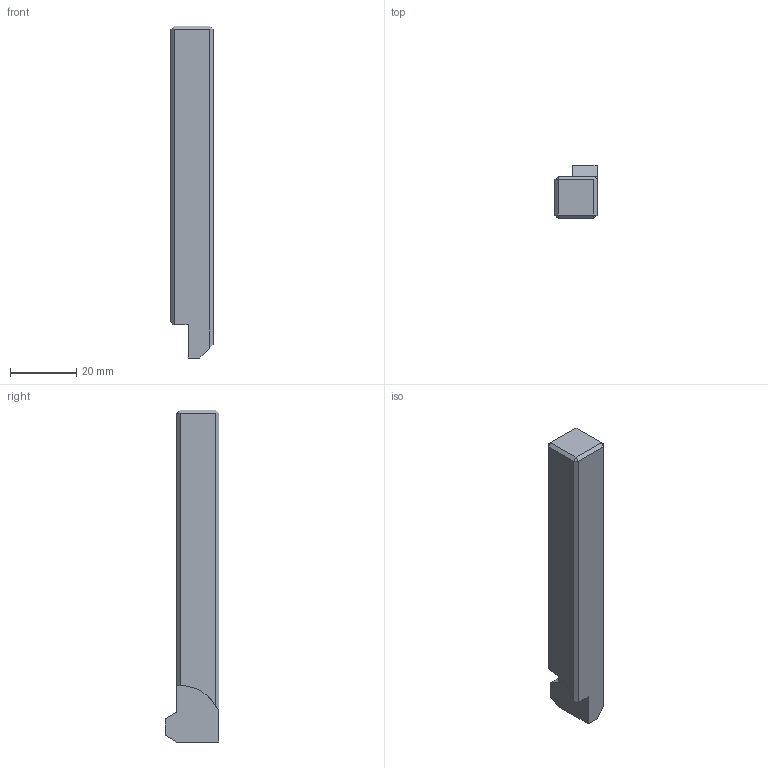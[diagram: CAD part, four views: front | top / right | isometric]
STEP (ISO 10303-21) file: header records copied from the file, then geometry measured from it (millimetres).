
FILE_DESCRIPTION(/* description */ (''),/* implementation_level */ '2;1');
FILE_NAME(/* name */ '1552558249000.stp',/* time_stamp */ '2019-03-14T11:11:02+01:00',/* author */ (''),/* organization */ ('SMS'),/* preprocessor_version */ 'ST-DEVELOPER v15',/* originating_system */ 'SIEMENS PLM Software NX 8.5',/* authorisation */ '');
FILE_SCHEMA (('AUTOMOTIVE_DESIGN { 1 0 10303 214 3 1 1 1 }'));
Length unit declared in the file: millimetre
Products named in the file (1): 201724709mod000_01
Bounding box: 12.7 x 16.2 x 100 mm (x, y, z)
Volume: 15002.5 mm3; surface area: 5064.8 mm2
Topology: 1 solids, 1 shells, 26 faces, 62 edges, 41 vertices
Faces by surface type: plane 24, cylinder 2
Entity records: 798 total; most frequent: CARTESIAN_POINT 139, ORIENTED_EDGE 124, DIRECTION 123, EDGE_CURVE 62, LINE 57, VECTOR 57, VERTEX_POINT 38, AXIS2_PLACEMENT_3D 33
